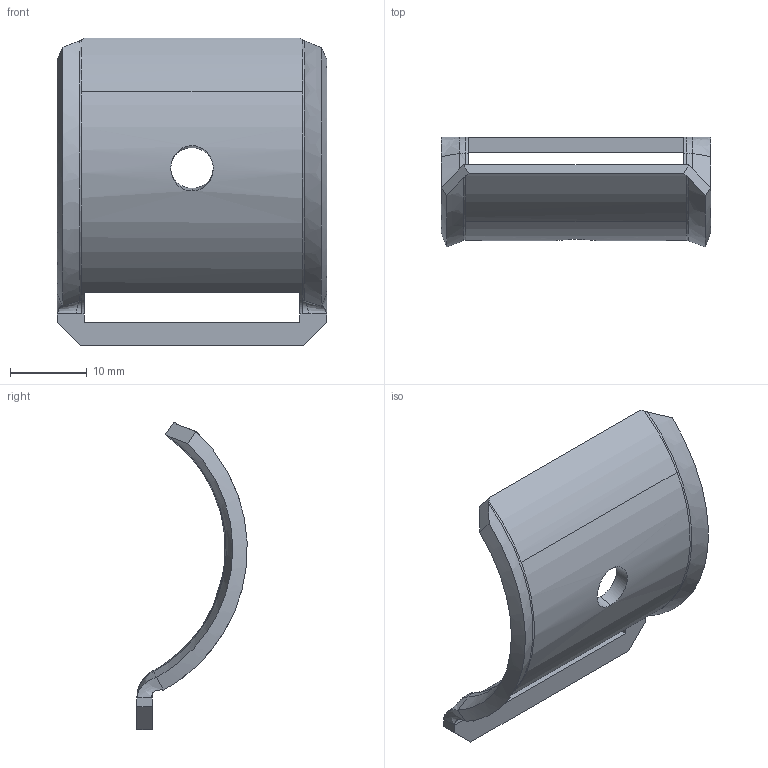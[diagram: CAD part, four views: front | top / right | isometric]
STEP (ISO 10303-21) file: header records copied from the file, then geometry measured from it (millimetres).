
FILE_DESCRIPTION (( 'STEP AP214' ), '1' );
FILE_NAME ('EB025-06.STEP', '2022-06-07T06:51:38', ( '' ), ( '' ), 'SwSTEP 2.0', 'SolidWorks 2020', '' );
FILE_SCHEMA (( 'AUTOMOTIVE_DESIGN' ));
Length unit declared in the file: millimetre
Products named in the file (1): EB025-06
Bounding box: 35 x 14.32 x 40 mm (x, y, z)
Volume: 2768.9 mm3; surface area: 3259.7 mm2
Topology: 1 solids, 1 shells, 50 faces, 157 edges, 107 vertices
Faces by surface type: bspline 24, plane 18, cylinder 8
Entity records: 3559 total; most frequent: CARTESIAN_POINT 2354, ORIENTED_EDGE 314, EDGE_CURVE 157, DIRECTION 136, VERTEX_POINT 107, B_SPLINE_CURVE_WITH_KNOTS 86, LINE 58, VECTOR 58
